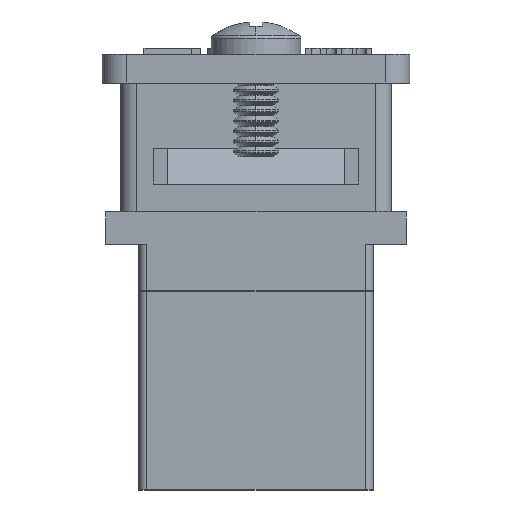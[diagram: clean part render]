
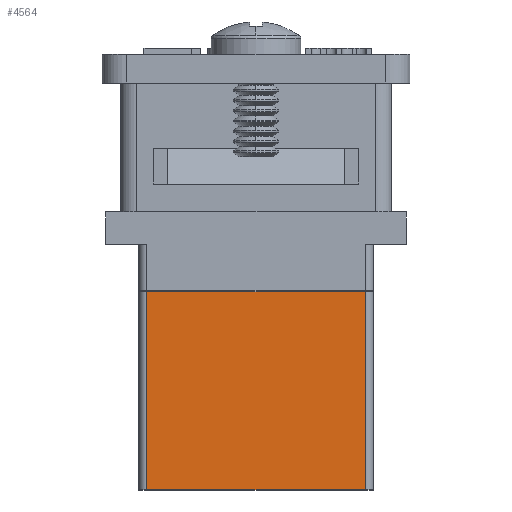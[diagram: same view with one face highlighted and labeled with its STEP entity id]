
A CAD part, front view. The second image highlights one B-rep face of the part: STEP entity #4564.
In plain terms, the highlighted planar face has unit normal (0, -1, 0).
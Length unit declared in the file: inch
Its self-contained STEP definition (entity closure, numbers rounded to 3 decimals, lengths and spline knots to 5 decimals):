
#2582 = VECTOR ( 'NONE', #7064, 39.37008 ) ;
#2585 = LINE ( 'NONE', #7408, #2582 ) ;
#3202 = CARTESIAN_POINT ( 'NONE',  ( 0.52953, -0.3189, -0.26575 ) ) ;
#3288 = CARTESIAN_POINT ( 'NONE',  ( 0.52953, -0.3189, 0.26575 ) ) ;
#3639 = CARTESIAN_POINT ( 'NONE',  ( 0.04724, -0.3189, 0.26575 ) ) ;
#3665 = CARTESIAN_POINT ( 'NONE',  ( 0.04724, -0.3189, -0.26575 ) ) ;
#3983 = PLANE ( 'NONE',  #4998 ) ;
#3992 = DIRECTION ( 'NONE',  ( 0., 1., 0. ) ) ;
#3995 = DIRECTION ( 'NONE',  ( 0., 0., 1. ) ) ;
#4014 = CARTESIAN_POINT ( 'NONE',  ( 0.52953, -0.3189, 0.28543 ) ) ;
#4564 = ADVANCED_FACE ( 'NONE', ( #8305 ), #3983, .F. ) ;
#4998 = AXIS2_PLACEMENT_3D ( 'NONE', #4014, #3992, #3995 ) ;
#5105 = EDGE_CURVE ( 'NONE', #10392, #10641, #8196, .T. ) ;
#5107 = EDGE_CURVE ( 'NONE', #10549, #10406, #8200, .T. ) ;
#5356 = EDGE_CURVE ( 'NONE', #10549, #10641, #2585, .T. ) ;
#6413 = ORIENTED_EDGE ( 'NONE', *, *, #5107, .T. ) ;
#6414 = ORIENTED_EDGE ( 'NONE', *, *, #5356, .F. ) ;
#6415 = ORIENTED_EDGE ( 'NONE', *, *, #5105, .T. ) ;
#6416 = ORIENTED_EDGE ( 'NONE', *, *, #8898, .F. ) ;
#7064 = DIRECTION ( 'NONE',  ( 0., 0., -1. ) ) ;
#7331 = DIRECTION ( 'NONE',  ( -1., 0., 0. ) ) ;
#7335 = DIRECTION ( 'NONE',  ( 1., 0., 0. ) ) ;
#7345 = CARTESIAN_POINT ( 'NONE',  ( 0.52953, -0.3189, -0.26575 ) ) ;
#7391 = CARTESIAN_POINT ( 'NONE',  ( 0.52953, -0.3189, 0.26575 ) ) ;
#7408 = CARTESIAN_POINT ( 'NONE',  ( 0.52953, -0.3189, 0.28543 ) ) ;
#8191 = VECTOR ( 'NONE', #7331, 39.37008 ) ;
#8193 = VECTOR ( 'NONE', #7335, 39.37008 ) ;
#8196 = LINE ( 'NONE', #7345, #8193 ) ;
#8200 = LINE ( 'NONE', #7391, #8191 ) ;
#8305 = FACE_OUTER_BOUND ( 'NONE', #9866, .T. ) ;
#8898 = EDGE_CURVE ( 'NONE', #10392, #10406, #11977, .T. ) ;
#9258 = DIRECTION ( 'NONE',  ( 0., 0., 1. ) ) ;
#9276 = CARTESIAN_POINT ( 'NONE',  ( 0.04724, -0.3189, -0.36543 ) ) ;
#9866 = EDGE_LOOP ( 'NONE', ( #6416, #6415, #6414, #6413 ) ) ;
#10392 = VERTEX_POINT ( 'NONE', #3665 ) ;
#10406 = VERTEX_POINT ( 'NONE', #3639 ) ;
#10549 = VERTEX_POINT ( 'NONE', #3288 ) ;
#10641 = VERTEX_POINT ( 'NONE', #3202 ) ;
#11977 = LINE ( 'NONE', #9276, #11990 ) ;
#11990 = VECTOR ( 'NONE', #9258, 39.37008 ) ;
